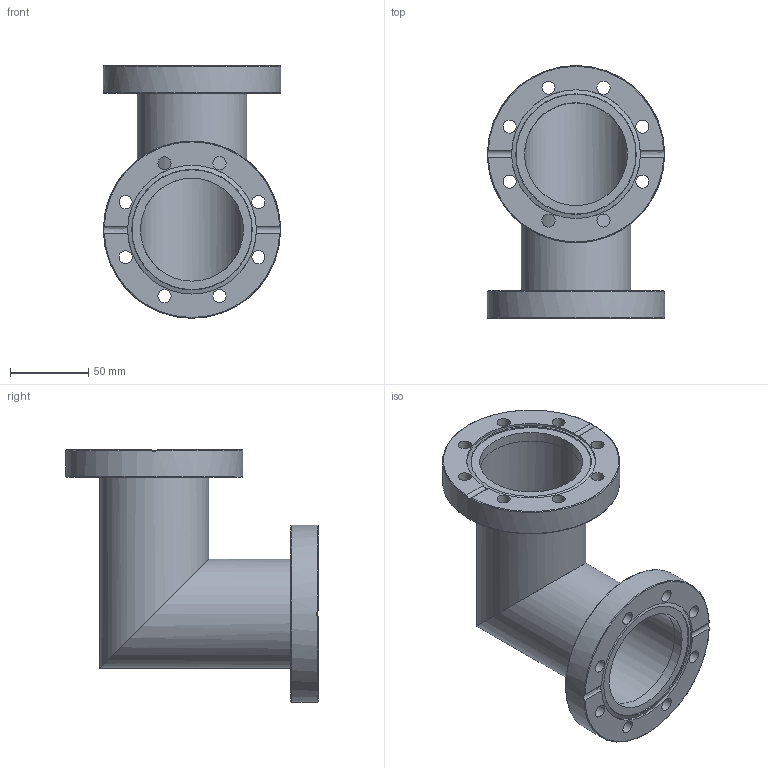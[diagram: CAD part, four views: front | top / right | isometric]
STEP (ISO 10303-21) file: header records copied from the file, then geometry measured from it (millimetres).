
FILE_DESCRIPTION((''),'2;1');
FILE_NAME('EL63-304.stp','2009-04-23T14:00:24',('hasers'),(''),'Autodesk Inventor 2008','Autodesk Inventor 2008','');
FILE_SCHEMA(('AUTOMOTIVE_DESIGN { 1 0 10303 214 1 1 1 1 }'));
Length unit declared in the file: millimetre
Products named in the file (4): EL63-304; CF-07 [Keywords [Summary]=1.4301][Company [Summary]=Vacom][Title [Summary]=F63B70]; Rohre [Subject [Summary]=normal][Keywords [Summary]=1.4301][Title [Summary]=70x2,0 (0,5m)]_1; Rohre [Subject [Summary]=normal][Keywords [Summary]=1.4301][Title [Summary]=70x2,0 (0,5m)]_2
Assembly tree (4 placements, depth 2):
  EL63-304
    CF-07 [Keywords [Summary]=1.4301][Company [Summary]=Vacom][Title [Summary]=F63B70]  x2
    Rohre [Subject [Summary]=normal][Keywords [Summary]=1.4301][Title [Summary]=70x2,0 (0,5m)]_1
    Rohre [Subject [Summary]=normal][Keywords [Summary]=1.4301][Title [Summary]=70x2,0 (0,5m)]_2
Bounding box: 113.5 x 161.75 x 161.75 mm (x, y, z)
Volume: 287826.8 mm3; surface area: 137659.3 mm2
Topology: 4 solids, 4 shells, 58 faces, 156 edges, 108 vertices
Faces by surface type: bspline 18, cylinder 14, plane 14, torus 8, cone 4
Full cylindrical faces by diameter (mm): 66 x4, 70 x2, 70.5 x2, 82.5 x2, 113.5 x2
Entity records: 1206 total; most frequent: CARTESIAN_POINT 408, DIRECTION 148, ORIENTED_EDGE 104, EDGE_LOOP 76, AXIS2_PLACEMENT_3D 72, EDGE_CURVE 52, VERTEX_POINT 46, FACE_BOUND 43
